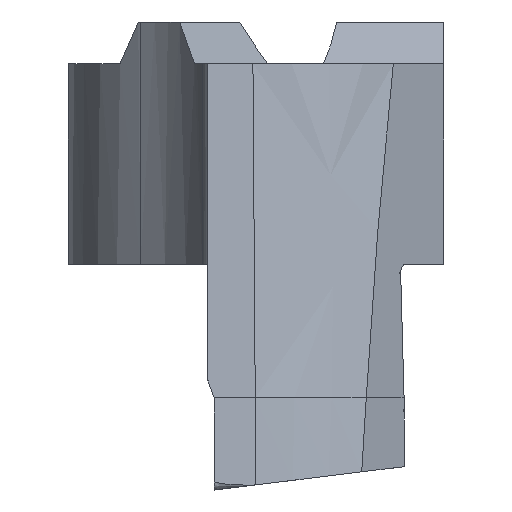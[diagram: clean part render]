
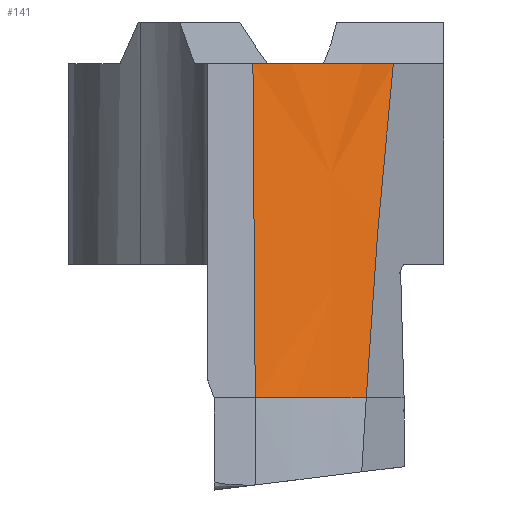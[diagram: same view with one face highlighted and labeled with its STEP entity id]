
A CAD part, left-side view. The second image highlights one B-rep face of the part: STEP entity #141.
In plain terms, the highlighted conical face has half-angle 2.5 degrees and reference radius 7 mm.
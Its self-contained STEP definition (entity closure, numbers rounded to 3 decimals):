
#74=CONICAL_SURFACE('',#919,7.,2.5);
#89=CIRCLE('',#878,6.563);
#106=CIRCLE('',#918,6.912);
#141=ADVANCED_FACE('',(#194),#74,.T.);
#194=FACE_OUTER_BOUND('',#239,.T.);
#239=EDGE_LOOP('',(#544,#545,#546,#547));
#254=B_SPLINE_CURVE_WITH_KNOTS('',3,(#1274,#1275,#1276,#1277),
 .UNSPECIFIED.,.F.,.F.,(4,4),(0.,1.),.UNSPECIFIED.);
#256=B_SPLINE_CURVE_WITH_KNOTS('',3,(#1433,#1434,#1435,#1436,#1437,#1438,
#1439,#1440),.UNSPECIFIED.,.F.,.F.,(4,2,2,4),(0.,0.817,0.992,
1.),.UNSPECIFIED.);
#544=ORIENTED_EDGE('',*,*,#773,.T.);
#545=ORIENTED_EDGE('',*,*,#711,.T.);
#546=ORIENTED_EDGE('',*,*,#722,.T.);
#547=ORIENTED_EDGE('',*,*,#772,.T.);
#630=VERTEX_POINT('',#1278);
#631=VERTEX_POINT('',#1279);
#638=VERTEX_POINT('',#1301);
#664=VERTEX_POINT('',#1432);
#711=EDGE_CURVE('',#630,#631,#254,.T.);
#722=EDGE_CURVE('',#631,#638,#89,.T.);
#772=EDGE_CURVE('',#638,#664,#256,.T.);
#773=EDGE_CURVE('',#664,#630,#106,.T.);
#878=AXIS2_PLACEMENT_3D('',#1302,#998,#999);
#918=AXIS2_PLACEMENT_3D('',#1442,#1100,#1101);
#919=AXIS2_PLACEMENT_3D('',#1443,#1102,#1103);
#998=DIRECTION('',(0.,0.,-1.));
#999=DIRECTION('',(-1.,0.,0.));
#1100=DIRECTION('',(0.,0.,1.));
#1101=DIRECTION('',(1.,0.,0.));
#1102=DIRECTION('',(0.,0.,-1.));
#1103=DIRECTION('',(-1.,0.,0.));
#1274=CARTESIAN_POINT('',(-7.658,-2.644,-8.095));
#1275=CARTESIAN_POINT('',(-7.394,-2.815,-5.418));
#1276=CARTESIAN_POINT('',(-7.12,-2.994,-2.743));
#1277=CARTESIAN_POINT('',(-6.66,-3.292,-0.1));
#1278=CARTESIAN_POINT('',(-7.658,-2.644,-8.095));
#1279=CARTESIAN_POINT('',(-6.66,-3.292,-0.1));
#1301=CARTESIAN_POINT('',(-8.446,0.069,-0.1));
#1302=CARTESIAN_POINT('',(-2.006,1.336,-0.1));
#1432=CARTESIAN_POINT('',(-8.791,0.014,-8.095));
#1433=CARTESIAN_POINT('',(-8.446,0.069,-0.1));
#1434=CARTESIAN_POINT('',(-8.564,0.05,-2.844));
#1435=CARTESIAN_POINT('',(-8.683,0.031,-5.588));
#1436=CARTESIAN_POINT('',(-8.826,0.008,-8.921));
#1437=CARTESIAN_POINT('',(-8.852,0.004,-9.511));
#1438=CARTESIAN_POINT('',(-8.878,0.,-10.126));
#1439=CARTESIAN_POINT('',(-8.879,0.,-10.151));
#1440=CARTESIAN_POINT('',(-8.881,-0.001,-10.177));
#1442=CARTESIAN_POINT('',(-2.006,1.336,-8.095));
#1443=CARTESIAN_POINT('',(-2.006,1.336,-10.1));
